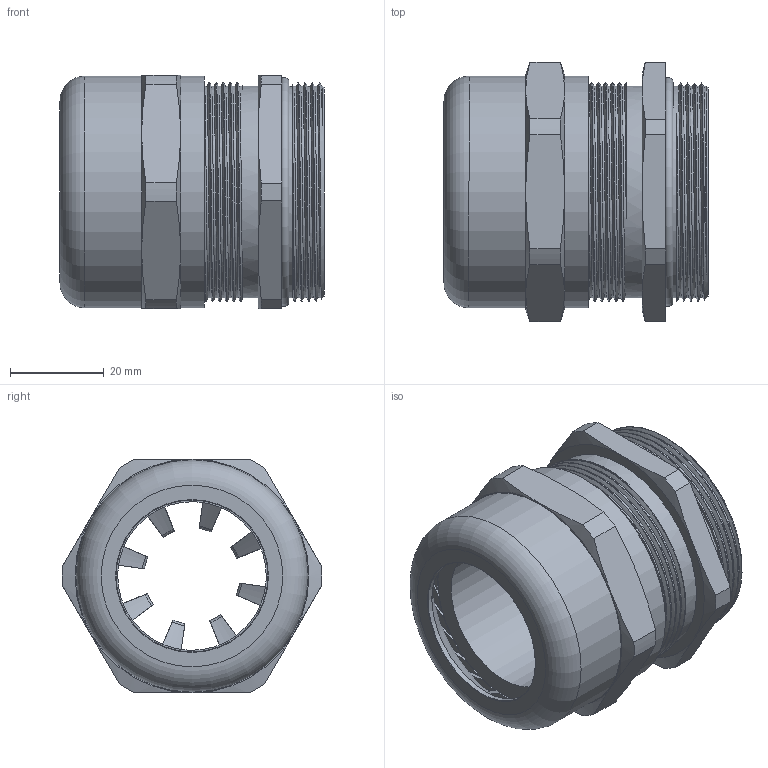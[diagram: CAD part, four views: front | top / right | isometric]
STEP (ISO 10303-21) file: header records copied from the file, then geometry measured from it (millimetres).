
FILE_DESCRIPTION(/* description */ ('Euro-Top-EMV 2. Gen. PG 36'),/* implementation_level */ '2;1');
FILE_NAME(/* name */ '61080436-RST.stp',/* time_stamp */ '2020-02-17T12:41:09+01:00',/* author */ ('sl'),/* organization */ (''),/* preprocessor_version */ 'ST-DEVELOPER v16.5',/* originating_system */ 'Autodesk Inventor 2017',/* authorisation */ '');
FILE_SCHEMA (('AUTOMOTIVE_DESIGN { 1 0 10303 214 3 1 1 }'));
Length unit declared in the file: millimetre
Products named in the file (7): 61080436; 61080436_1; 61080436_2; 61080436_3; 61080436_4; 61080436_5; 61080436_6
Assembly tree (6 placements, depth 2):
  61080436
    61080436_1
    61080436_2
    61080436_3
    61080436_4
    61080436_5
    61080436_6
Bounding box: 56.46 x 55.59 x 50 mm (x, y, z)
Volume: 42875.3 mm3; surface area: 49131.2 mm2
Topology: 8 solids, 8 shells, 533 faces, 1491 edges, 979 vertices
Faces by surface type: plane 239, cylinder 176, torus 59, cone 51, bspline 8
Full cylindrical faces by diameter (mm): 31.8 x1, 32.47 x1, 33.82 x1, 35.4 x1, 37.35 x1, 39.13 x1, 39.73 x1, 39.8 x1, 40.3 x1, 40.5 x1, 40.66 x1, 43.42 x1, 45.18 x4, 45.3 x2, 45.33 x8, 47.17 x1, 47.78 x1, 49.55 x2
Entity records: 22658 total; most frequent: CARTESIAN_POINT 9263, ORIENTED_EDGE 2828, DIRECTION 2766, EDGE_CURVE 1414, AXIS2_PLACEMENT_3D 1066, VERTEX_POINT 944, LINE 634, VECTOR 634
